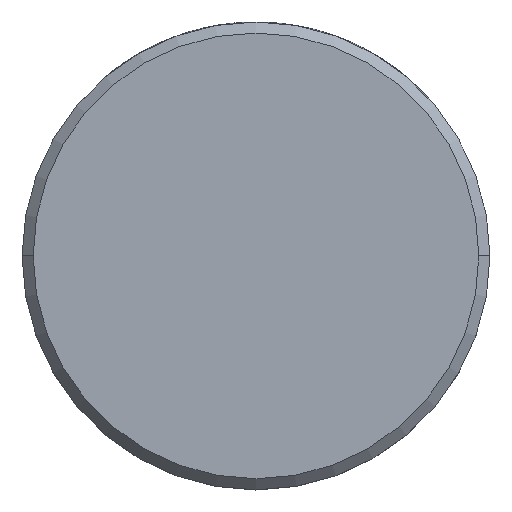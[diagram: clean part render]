
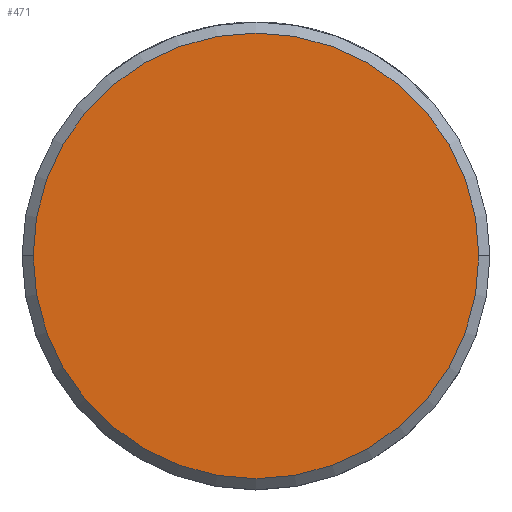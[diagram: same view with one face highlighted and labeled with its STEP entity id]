
A CAD part, top view. The second image highlights one B-rep face of the part: STEP entity #471.
In plain terms, the highlighted planar face has unit normal (0, 0, 1).
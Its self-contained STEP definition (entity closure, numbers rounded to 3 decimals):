
#201 = VERTEX_POINT ( 'NONE', #1123 ) ;
#211 = EDGE_CURVE ( 'NONE', #212, #201, #1111, .T. ) ;
#212 = VERTEX_POINT ( 'NONE', #1204 ) ;
#372 = EDGE_LOOP ( 'NONE', ( #561, #472 ) ) ;
#471 = ADVANCED_FACE ( 'NONE', ( #1820 ), #1819, .T. ) ;
#472 = ORIENTED_EDGE ( 'NONE', *, *, #211, .T. ) ;
#473 = EDGE_CURVE ( 'NONE', #201, #212, #1818, .T. ) ;
#561 = ORIENTED_EDGE ( 'NONE', *, *, #473, .T. ) ;
#1111 = CIRCLE ( 'NONE', #1203, 6.05 ) ;
#1123 = CARTESIAN_POINT ( 'NONE',  ( -6.05, 0., 1.6 ) ) ;
#1197 = CARTESIAN_POINT ( 'NONE',  ( 0., 0., 1.6 ) ) ;
#1203 = AXIS2_PLACEMENT_3D ( 'NONE', #1197, #1214, #1213 ) ;
#1204 = CARTESIAN_POINT ( 'NONE',  ( 6.05, 0., 1.6 ) ) ;
#1213 = DIRECTION ( 'NONE',  ( 1., 0., 0. ) ) ;
#1214 = DIRECTION ( 'NONE',  ( 0., 0., 1. ) ) ;
#1818 = CIRCLE ( 'NONE', #1924, 6.05 ) ;
#1819 = PLANE ( 'NONE',  #1923 ) ;
#1820 = FACE_OUTER_BOUND ( 'NONE', #372, .T. ) ;
#1914 = DIRECTION ( 'NONE',  ( 1., 0., 0. ) ) ;
#1915 = DIRECTION ( 'NONE',  ( 0., 0., 1. ) ) ;
#1916 = CARTESIAN_POINT ( 'NONE',  ( 0., 0., 1.6 ) ) ;
#1918 = DIRECTION ( 'NONE',  ( 1., 0., 0. ) ) ;
#1919 = DIRECTION ( 'NONE',  ( 0., 0., 1. ) ) ;
#1920 = CARTESIAN_POINT ( 'NONE',  ( 0., 0., 1.6 ) ) ;
#1923 = AXIS2_PLACEMENT_3D ( 'NONE', #1920, #1919, #1918 ) ;
#1924 = AXIS2_PLACEMENT_3D ( 'NONE', #1916, #1915, #1914 ) ;
